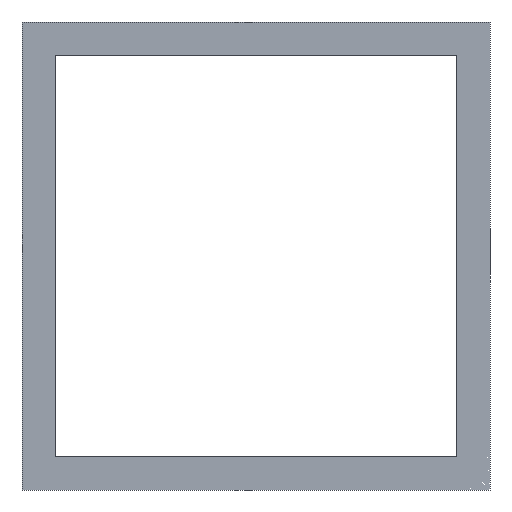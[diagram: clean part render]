
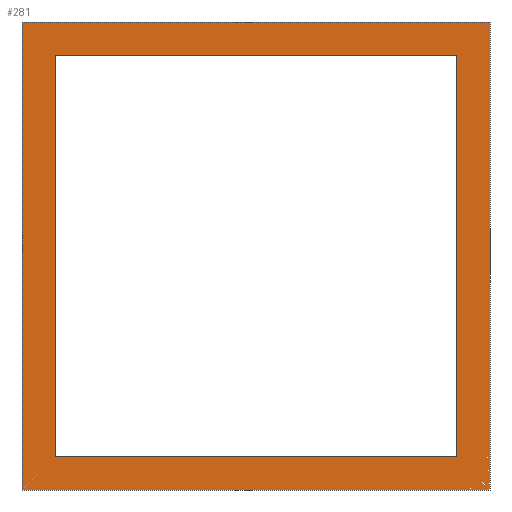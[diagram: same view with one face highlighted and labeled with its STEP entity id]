
A CAD part, front view. The second image highlights one B-rep face of the part: STEP entity #281.
In plain terms, the highlighted planar face has unit normal (0, -1, 0).
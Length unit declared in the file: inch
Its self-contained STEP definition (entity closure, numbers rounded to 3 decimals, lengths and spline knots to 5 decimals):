
#14=LINE('',#425,#38);
#18=LINE('',#433,#42);
#21=LINE('',#439,#45);
#22=LINE('',#440,#46);
#23=LINE('',#443,#47);
#24=LINE('',#445,#48);
#25=LINE('',#447,#49);
#26=LINE('',#448,#50);
#38=VECTOR('',#359,39.37008);
#42=VECTOR('',#365,39.37008);
#45=VECTOR('',#370,39.37008);
#46=VECTOR('',#371,39.37008);
#47=VECTOR('',#372,39.37008);
#48=VECTOR('',#373,39.37008);
#49=VECTOR('',#374,39.37008);
#50=VECTOR('',#375,39.37008);
#64=PLANE('',#323);
#78=FACE_BOUND('',#113,.T.);
#92=FACE_OUTER_BOUND('',#112,.T.);
#112=EDGE_LOOP('',(#210,#211,#212,#213));
#113=EDGE_LOOP('',(#214,#215,#216,#217));
#144=VERTEX_POINT('',#423);
#145=VERTEX_POINT('',#424);
#148=VERTEX_POINT('',#432);
#150=VERTEX_POINT('',#438);
#151=VERTEX_POINT('',#441);
#152=VERTEX_POINT('',#442);
#153=VERTEX_POINT('',#444);
#154=VERTEX_POINT('',#446);
#168=EDGE_CURVE('',#144,#145,#14,.T.);
#172=EDGE_CURVE('',#148,#145,#18,.T.);
#175=EDGE_CURVE('',#144,#150,#21,.T.);
#176=EDGE_CURVE('',#150,#148,#22,.T.);
#177=EDGE_CURVE('',#151,#152,#23,.T.);
#178=EDGE_CURVE('',#152,#153,#24,.T.);
#179=EDGE_CURVE('',#153,#154,#25,.T.);
#180=EDGE_CURVE('',#154,#151,#26,.T.);
#210=ORIENTED_EDGE('',*,*,#172,.T.);
#211=ORIENTED_EDGE('',*,*,#168,.F.);
#212=ORIENTED_EDGE('',*,*,#175,.T.);
#213=ORIENTED_EDGE('',*,*,#176,.T.);
#214=ORIENTED_EDGE('',*,*,#177,.T.);
#215=ORIENTED_EDGE('',*,*,#178,.T.);
#216=ORIENTED_EDGE('',*,*,#179,.T.);
#217=ORIENTED_EDGE('',*,*,#180,.T.);
#281=ADVANCED_FACE('',(#92,#78),#64,.T.);
#323=AXIS2_PLACEMENT_3D('',#437,#368,#369);
#359=DIRECTION('',(1.,0.,0.));
#365=DIRECTION('',(0.,0.,1.));
#368=DIRECTION('center_axis',(0.,-1.,0.));
#369=DIRECTION('ref_axis',(0.,0.,-1.));
#370=DIRECTION('',(0.,0.,-1.));
#371=DIRECTION('',(1.,0.,0.));
#372=DIRECTION('',(1.,0.,0.));
#373=DIRECTION('',(0.,0.,-1.));
#374=DIRECTION('',(-1.,0.,0.));
#375=DIRECTION('',(0.,0.,1.));
#423=CARTESIAN_POINT('',(0.,-18.875,1.75));
#424=CARTESIAN_POINT('',(1.75,-18.875,1.75));
#425=CARTESIAN_POINT('',(0.875,-18.875,1.75));
#432=CARTESIAN_POINT('',(1.75,-18.875,0.));
#433=CARTESIAN_POINT('',(1.75,-18.875,0.875));
#437=CARTESIAN_POINT('Origin',(0.875,-18.875,0.875));
#438=CARTESIAN_POINT('',(0.,-18.875,0.));
#439=CARTESIAN_POINT('',(0.,-18.875,0.875));
#440=CARTESIAN_POINT('',(0.875,-18.875,0.));
#441=CARTESIAN_POINT('',(0.125,-18.875,1.625));
#442=CARTESIAN_POINT('',(1.625,-18.875,1.625));
#443=CARTESIAN_POINT('',(0.875,-18.875,1.625));
#444=CARTESIAN_POINT('',(1.625,-18.875,0.125));
#445=CARTESIAN_POINT('',(1.625,-18.875,0.875));
#446=CARTESIAN_POINT('',(0.125,-18.875,0.125));
#447=CARTESIAN_POINT('',(0.875,-18.875,0.125));
#448=CARTESIAN_POINT('',(0.125,-18.875,0.875));
